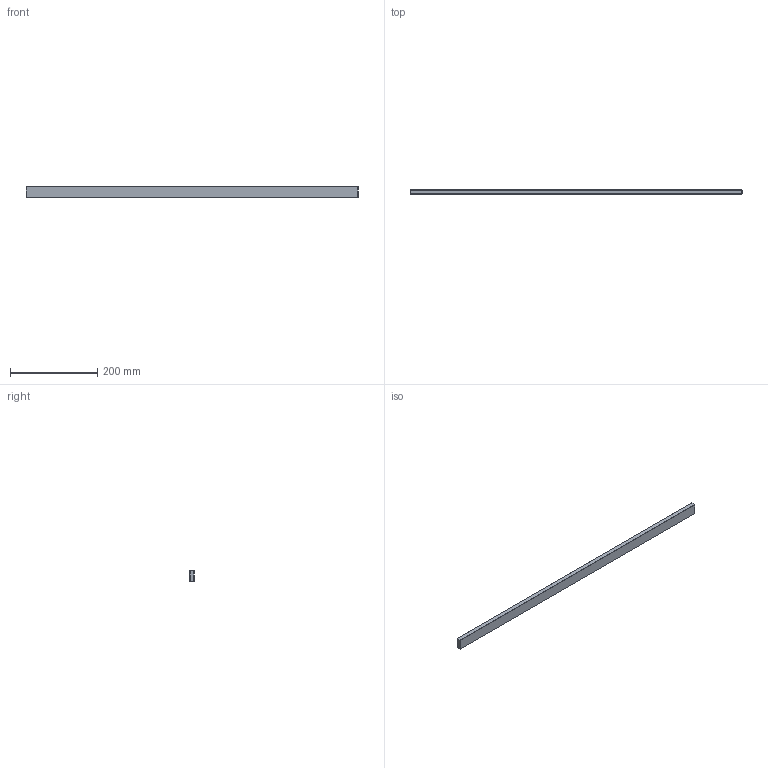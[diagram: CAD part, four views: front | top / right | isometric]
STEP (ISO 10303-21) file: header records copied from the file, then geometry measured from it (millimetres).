
FILE_DESCRIPTION(('Creo Elements/Direct Modeling STEP Export'),'2;1');
FILE_NAME('2350F-760.stp','2021-01-07T13:06:33',(''),(''),'Creo Elements/Direct Modeling STEP processor for AP214 (Solid Model)','Creo Elements/Direct Modeling 20.0 12-Nov-2016 (C) Parametric Technology GmbH','');
FILE_SCHEMA(('AUTOMOTIVE_DESIGN { 1 0 10303 214 1 1 1 1 }'));
Length unit declared in the file: millimetre
Products named in the file (2): AL-9602
Assembly tree (1 placements, depth 2):
  AL-9602
    AL-9602
Bounding box: 760 x 10 x 25 mm (x, y, z)
Volume: 115063.1 mm3; surface area: 59663.1 mm2
Topology: 1 solids, 1 shells, 59 faces, 132 edges, 72 vertices
Faces by surface type: cylinder 28, plane 13, cone 10, torus 4, sphere 4
Entity records: 1575 total; most frequent: DIRECTION 274, ORIENTED_EDGE 240, CARTESIAN_POINT 237, EDGE_CURVE 120, AXIS2_PLACEMENT_3D 109, VERTEX_POINT 72, EDGE_LOOP 68, FACE_OUTER_BOUND 59
